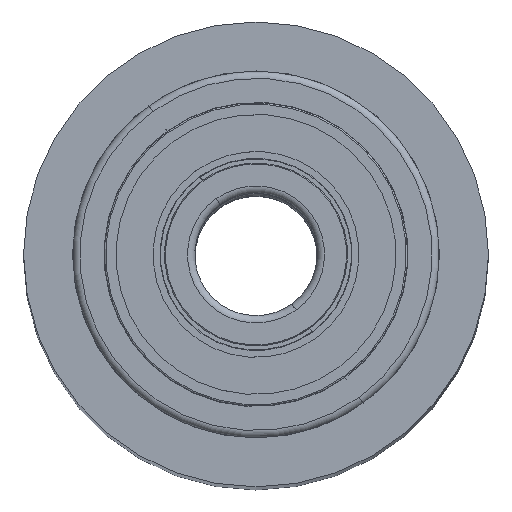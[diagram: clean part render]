
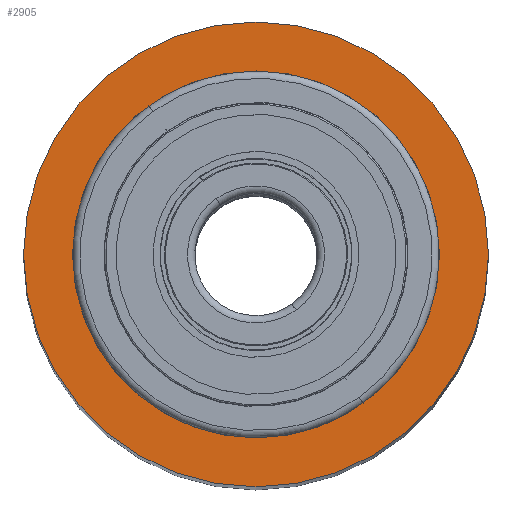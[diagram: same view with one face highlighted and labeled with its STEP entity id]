
A CAD part, top view. The second image highlights one B-rep face of the part: STEP entity #2905.
In plain terms, the highlighted planar face has unit normal (0, 0, 1).
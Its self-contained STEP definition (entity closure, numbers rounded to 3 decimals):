
#50 = CIRCLE ( 'NONE', #1396, 19. ) ;
#144 = AXIS2_PLACEMENT_3D ( 'NONE', #1797, #2478, #1116 ) ;
#221 = EDGE_LOOP ( 'NONE', ( #487, #1961 ) ) ;
#376 = EDGE_CURVE ( 'NONE', #449, #1429, #2121, .T. ) ;
#402 = AXIS2_PLACEMENT_3D ( 'NONE', #1583, #2298, #679 ) ;
#420 = DIRECTION ( 'NONE',  ( 0., 0., 1. ) ) ;
#429 = DIRECTION ( 'NONE',  ( 0., 0., 1. ) ) ;
#449 = VERTEX_POINT ( 'NONE', #2822 ) ;
#481 = AXIS2_PLACEMENT_3D ( 'NONE', #1701, #2414, #2906 ) ;
#487 = ORIENTED_EDGE ( 'NONE', *, *, #1130, .T. ) ;
#523 = CARTESIAN_POINT ( 'NONE',  ( 15., 0., 146. ) ) ;
#664 = DIRECTION ( 'NONE',  ( 1., 0., 0. ) ) ;
#679 = DIRECTION ( 'NONE',  ( 1., 0., 0. ) ) ;
#1001 = FACE_BOUND ( 'NONE', #2502, .T. ) ;
#1116 = DIRECTION ( 'NONE',  ( 1., 0., 0. ) ) ;
#1130 = EDGE_CURVE ( 'NONE', #1901, #1953, #1837, .T. ) ;
#1396 = AXIS2_PLACEMENT_3D ( 'NONE', #1820, #420, #1572 ) ;
#1429 = VERTEX_POINT ( 'NONE', #523 ) ;
#1441 = CIRCLE ( 'NONE', #144, 15. ) ;
#1463 = AXIS2_PLACEMENT_3D ( 'NONE', #1816, #429, #664 ) ;
#1521 = PLANE ( 'NONE',  #402 ) ;
#1572 = DIRECTION ( 'NONE',  ( 1., 0., 0. ) ) ;
#1583 = CARTESIAN_POINT ( 'NONE',  ( 0., 0., 146. ) ) ;
#1701 = CARTESIAN_POINT ( 'NONE',  ( 0., 0., 146. ) ) ;
#1725 = EDGE_CURVE ( 'NONE', #1953, #1901, #50, .T. ) ;
#1741 = EDGE_CURVE ( 'NONE', #1429, #449, #1441, .T. ) ;
#1797 = CARTESIAN_POINT ( 'NONE',  ( 0., 0., 146. ) ) ;
#1816 = CARTESIAN_POINT ( 'NONE',  ( 0., 0., 146. ) ) ;
#1820 = CARTESIAN_POINT ( 'NONE',  ( 0., 0., 146. ) ) ;
#1837 = CIRCLE ( 'NONE', #481, 19. ) ;
#1901 = VERTEX_POINT ( 'NONE', #2303 ) ;
#1929 = CARTESIAN_POINT ( 'NONE',  ( 19., 0., 146. ) ) ;
#1953 = VERTEX_POINT ( 'NONE', #1929 ) ;
#1961 = ORIENTED_EDGE ( 'NONE', *, *, #1725, .T. ) ;
#1974 = ORIENTED_EDGE ( 'NONE', *, *, #376, .F. ) ;
#1979 = FACE_OUTER_BOUND ( 'NONE', #221, .T. ) ;
#1999 = ORIENTED_EDGE ( 'NONE', *, *, #1741, .F. ) ;
#2121 = CIRCLE ( 'NONE', #1463, 15. ) ;
#2298 = DIRECTION ( 'NONE',  ( 0., 0., 1. ) ) ;
#2303 = CARTESIAN_POINT ( 'NONE',  ( -19., 0., 146. ) ) ;
#2414 = DIRECTION ( 'NONE',  ( 0., 0., 1. ) ) ;
#2478 = DIRECTION ( 'NONE',  ( 0., 0., 1. ) ) ;
#2502 = EDGE_LOOP ( 'NONE', ( #1999, #1974 ) ) ;
#2822 = CARTESIAN_POINT ( 'NONE',  ( -15., 0., 146. ) ) ;
#2905 = ADVANCED_FACE ( 'NONE', ( #1001, #1979 ), #1521, .T. ) ;
#2906 = DIRECTION ( 'NONE',  ( 1., 0., 0. ) ) ;
